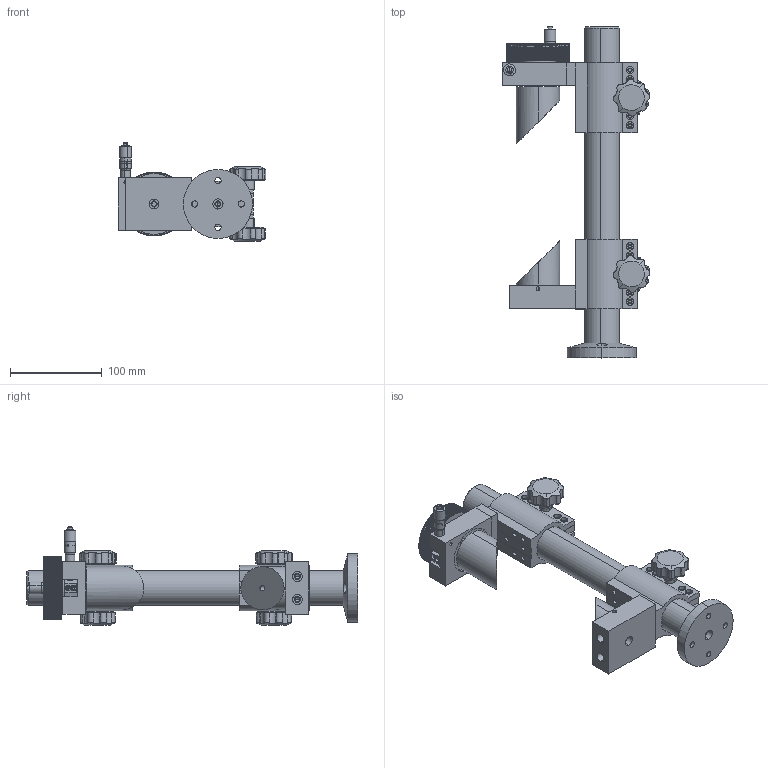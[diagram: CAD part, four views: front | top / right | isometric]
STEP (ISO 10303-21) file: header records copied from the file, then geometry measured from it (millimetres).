
FILE_DESCRIPTION (( 'STEP AP203' ), '1' );
FILE_NAME ('07BSD-2.STEP', '2016-12-23T03:10:55', ( '' ), ( '' ), 'SwSTEP 2.0', 'SolidWorks 2016', '' );
FILE_SCHEMA (( 'CONFIG_CONTROL_DESIGN' ));
Products named in the file (1): 07BSD-2
Bounding box: 160.57 x 360.86 x 107.04 mm (x, y, z)
Volume: 1033603.1 mm3; surface area: 251395.9 mm2
Topology: 33 solids, 33 shells, 2598 faces, 7049 edges, 4606 vertices
Faces by surface type: plane 1042, cylinder 680, cone 592, bspline 268, sphere 12, torus 4
Entity records: 107753 total; most frequent: CARTESIAN_POINT 45030, ORIENTED_EDGE 13942, DIRECTION 11728, EDGE_CURVE 6971, VERTEX_POINT 4594, AXIS2_PLACEMENT_3D 4280, VECTOR 3168, LINE 3168
